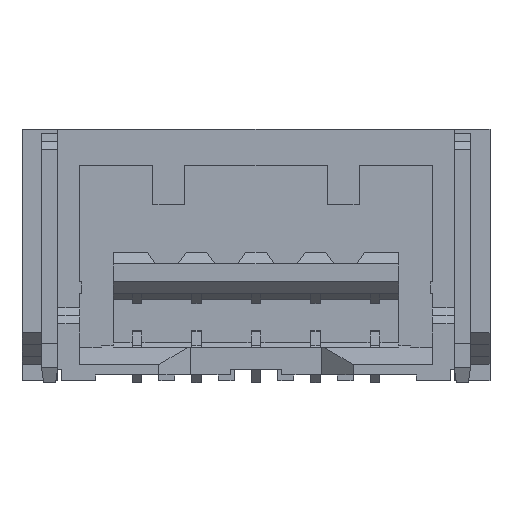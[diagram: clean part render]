
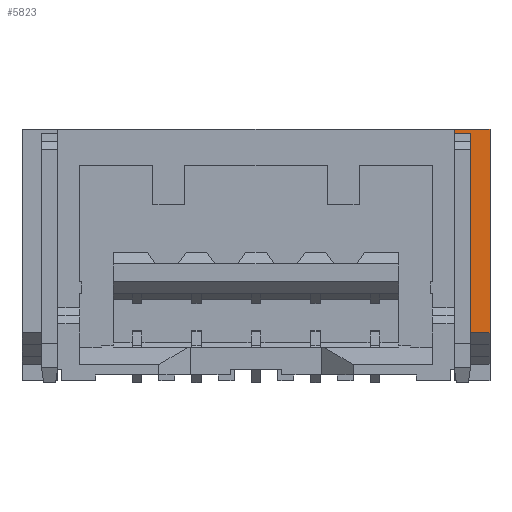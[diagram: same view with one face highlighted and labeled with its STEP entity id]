
A CAD part, front view. The second image highlights one B-rep face of the part: STEP entity #5823.
In plain terms, the highlighted planar face has unit normal (0, -1, 0).
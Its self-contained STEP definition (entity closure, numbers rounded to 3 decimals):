
#720 = PLANE('',#721);
#721 = AXIS2_PLACEMENT_3D('',#722,#723,#724);
#722 = CARTESIAN_POINT('',(5.9,9.5,6.11));
#723 = DIRECTION('',(0.,0.,1.));
#724 = DIRECTION('',(1.,0.,-0.));
#962 = PLANE('',#963);
#963 = AXIS2_PLACEMENT_3D('',#964,#965,#966);
#964 = CARTESIAN_POINT('',(5.9,9.5,-0.09));
#965 = DIRECTION('',(1.,0.,0.));
#966 = DIRECTION('',(0.,0.,-1.));
#2761 = PLANE('',#2762);
#2762 = AXIS2_PLACEMENT_3D('',#2763,#2764,#2765);
#2763 = CARTESIAN_POINT('',(5.,0.,0.));
#2764 = DIRECTION('',(1.,0.,0.));
#2765 = DIRECTION('',(0.,0.,-1.));
#4829 = VERTEX_POINT('',#4830);
#4830 = CARTESIAN_POINT('',(5.,5.2,5.55));
#4844 = PLANE('',#4845);
#4845 = AXIS2_PLACEMENT_3D('',#4846,#4847,#4848);
#4846 = CARTESIAN_POINT('',(5.406,5.84,5.55));
#4847 = DIRECTION('',(0.,0.,-1.));
#4848 = DIRECTION('',(-1.,0.,0.));
#4856 = EDGE_CURVE('',#4857,#4829,#4859,.T.);
#4857 = VERTEX_POINT('',#4858);
#4858 = CARTESIAN_POINT('',(5.,5.2,6.11));
#4859 = SURFACE_CURVE('',#4860,(#4864,#4871),.PCURVE_S1.);
#4860 = LINE('',#4861,#4862);
#4861 = CARTESIAN_POINT('',(5.,5.2,0.98));
#4862 = VECTOR('',#4863,1.);
#4863 = DIRECTION('',(0.,0.,-1.));
#4864 = PCURVE('',#2761,#4865);
#4865 = DEFINITIONAL_REPRESENTATION('',(#4866),#4870);
#4866 = LINE('',#4867,#4868);
#4867 = CARTESIAN_POINT('',(-0.98,5.2));
#4868 = VECTOR('',#4869,1.);
#4869 = DIRECTION('',(1.,0.));
#4870 = ( GEOMETRIC_REPRESENTATION_CONTEXT(2) 
PARAMETRIC_REPRESENTATION_CONTEXT() REPRESENTATION_CONTEXT('2D SPACE',''
  ) );
#4871 = PCURVE('',#4872,#4877);
#4872 = PLANE('',#4873);
#4873 = AXIS2_PLACEMENT_3D('',#4874,#4875,#4876);
#4874 = CARTESIAN_POINT('',(5.,5.2,0.98));
#4875 = DIRECTION('',(0.,1.,0.));
#4876 = DIRECTION('',(0.,-0.,1.));
#4877 = DEFINITIONAL_REPRESENTATION('',(#4878),#4882);
#4878 = LINE('',#4879,#4880);
#4879 = CARTESIAN_POINT('',(0.,0.));
#4880 = VECTOR('',#4881,1.);
#4881 = DIRECTION('',(-1.,0.));
#4882 = ( GEOMETRIC_REPRESENTATION_CONTEXT(2) 
PARAMETRIC_REPRESENTATION_CONTEXT() REPRESENTATION_CONTEXT('2D SPACE',''
  ) );
#5589 = PLANE('',#5590);
#5590 = AXIS2_PLACEMENT_3D('',#5591,#5592,#5593);
#5591 = CARTESIAN_POINT('',(5.406,0.,0.));
#5592 = DIRECTION('',(-1.,0.,0.));
#5593 = DIRECTION('',(0.,0.,1.));
#5741 = PLANE('',#5742);
#5742 = AXIS2_PLACEMENT_3D('',#5743,#5744,#5745);
#5743 = CARTESIAN_POINT('',(5.,5.5,0.68));
#5744 = DIRECTION('',(0.,0.707,0.707));
#5745 = DIRECTION('',(0.,-0.707,0.707));
#5757 = VERTEX_POINT('',#5758);
#5758 = CARTESIAN_POINT('',(5.406,5.2,0.98));
#5781 = VERTEX_POINT('',#5782);
#5782 = CARTESIAN_POINT('',(5.9,5.2,0.98));
#5803 = EDGE_CURVE('',#5781,#5757,#5804,.T.);
#5804 = SURFACE_CURVE('',#5805,(#5809,#5816),.PCURVE_S1.);
#5805 = LINE('',#5806,#5807);
#5806 = CARTESIAN_POINT('',(5.,5.2,0.98));
#5807 = VECTOR('',#5808,1.);
#5808 = DIRECTION('',(-1.,0.,0.));
#5809 = PCURVE('',#5741,#5810);
#5810 = DEFINITIONAL_REPRESENTATION('',(#5811),#5815);
#5811 = LINE('',#5812,#5813);
#5812 = CARTESIAN_POINT('',(0.424,0.));
#5813 = VECTOR('',#5814,1.);
#5814 = DIRECTION('',(0.,-1.));
#5815 = ( GEOMETRIC_REPRESENTATION_CONTEXT(2) 
PARAMETRIC_REPRESENTATION_CONTEXT() REPRESENTATION_CONTEXT('2D SPACE',''
  ) );
#5816 = PCURVE('',#4872,#5817);
#5817 = DEFINITIONAL_REPRESENTATION('',(#5818),#5822);
#5818 = LINE('',#5819,#5820);
#5819 = CARTESIAN_POINT('',(0.,0.));
#5820 = VECTOR('',#5821,1.);
#5821 = DIRECTION('',(0.,-1.));
#5822 = ( GEOMETRIC_REPRESENTATION_CONTEXT(2) 
PARAMETRIC_REPRESENTATION_CONTEXT() REPRESENTATION_CONTEXT('2D SPACE',''
  ) );
#5823 = ADVANCED_FACE('',(#5824),#4872,.F.);
#5824 = FACE_BOUND('',#5825,.T.);
#5825 = EDGE_LOOP('',(#5826,#5849,#5870,#5871,#5894,#5915));
#5826 = ORIENTED_EDGE('',*,*,#5827,.T.);
#5827 = EDGE_CURVE('',#4829,#5828,#5830,.T.);
#5828 = VERTEX_POINT('',#5829);
#5829 = CARTESIAN_POINT('',(5.406,5.2,5.55));
#5830 = SURFACE_CURVE('',#5831,(#5835,#5842),.PCURVE_S1.);
#5831 = LINE('',#5832,#5833);
#5832 = CARTESIAN_POINT('',(5.,5.2,5.55));
#5833 = VECTOR('',#5834,1.);
#5834 = DIRECTION('',(1.,0.,0.));
#5835 = PCURVE('',#4872,#5836);
#5836 = DEFINITIONAL_REPRESENTATION('',(#5837),#5841);
#5837 = LINE('',#5838,#5839);
#5838 = CARTESIAN_POINT('',(4.57,0.));
#5839 = VECTOR('',#5840,1.);
#5840 = DIRECTION('',(0.,1.));
#5841 = ( GEOMETRIC_REPRESENTATION_CONTEXT(2) 
PARAMETRIC_REPRESENTATION_CONTEXT() REPRESENTATION_CONTEXT('2D SPACE',''
  ) );
#5842 = PCURVE('',#4844,#5843);
#5843 = DEFINITIONAL_REPRESENTATION('',(#5844),#5848);
#5844 = LINE('',#5845,#5846);
#5845 = CARTESIAN_POINT('',(0.406,-0.64));
#5846 = VECTOR('',#5847,1.);
#5847 = DIRECTION('',(-1.,0.));
#5848 = ( GEOMETRIC_REPRESENTATION_CONTEXT(2) 
PARAMETRIC_REPRESENTATION_CONTEXT() REPRESENTATION_CONTEXT('2D SPACE',''
  ) );
#5849 = ORIENTED_EDGE('',*,*,#5850,.F.);
#5850 = EDGE_CURVE('',#5757,#5828,#5851,.T.);
#5851 = SURFACE_CURVE('',#5852,(#5856,#5863),.PCURVE_S1.);
#5852 = LINE('',#5853,#5854);
#5853 = CARTESIAN_POINT('',(5.406,5.2,0.98));
#5854 = VECTOR('',#5855,1.);
#5855 = DIRECTION('',(0.,0.,1.));
#5856 = PCURVE('',#4872,#5857);
#5857 = DEFINITIONAL_REPRESENTATION('',(#5858),#5862);
#5858 = LINE('',#5859,#5860);
#5859 = CARTESIAN_POINT('',(0.,0.406));
#5860 = VECTOR('',#5861,1.);
#5861 = DIRECTION('',(1.,0.));
#5862 = ( GEOMETRIC_REPRESENTATION_CONTEXT(2) 
PARAMETRIC_REPRESENTATION_CONTEXT() REPRESENTATION_CONTEXT('2D SPACE',''
  ) );
#5863 = PCURVE('',#5589,#5864);
#5864 = DEFINITIONAL_REPRESENTATION('',(#5865),#5869);
#5865 = LINE('',#5866,#5867);
#5866 = CARTESIAN_POINT('',(0.98,5.2));
#5867 = VECTOR('',#5868,1.);
#5868 = DIRECTION('',(1.,0.));
#5869 = ( GEOMETRIC_REPRESENTATION_CONTEXT(2) 
PARAMETRIC_REPRESENTATION_CONTEXT() REPRESENTATION_CONTEXT('2D SPACE',''
  ) );
#5870 = ORIENTED_EDGE('',*,*,#5803,.F.);
#5871 = ORIENTED_EDGE('',*,*,#5872,.T.);
#5872 = EDGE_CURVE('',#5781,#5873,#5875,.T.);
#5873 = VERTEX_POINT('',#5874);
#5874 = CARTESIAN_POINT('',(5.9,5.2,6.11));
#5875 = SURFACE_CURVE('',#5876,(#5880,#5887),.PCURVE_S1.);
#5876 = LINE('',#5877,#5878);
#5877 = CARTESIAN_POINT('',(5.9,5.2,0.98));
#5878 = VECTOR('',#5879,1.);
#5879 = DIRECTION('',(0.,0.,1.));
#5880 = PCURVE('',#4872,#5881);
#5881 = DEFINITIONAL_REPRESENTATION('',(#5882),#5886);
#5882 = LINE('',#5883,#5884);
#5883 = CARTESIAN_POINT('',(0.,0.9));
#5884 = VECTOR('',#5885,1.);
#5885 = DIRECTION('',(1.,0.));
#5886 = ( GEOMETRIC_REPRESENTATION_CONTEXT(2) 
PARAMETRIC_REPRESENTATION_CONTEXT() REPRESENTATION_CONTEXT('2D SPACE',''
  ) );
#5887 = PCURVE('',#962,#5888);
#5888 = DEFINITIONAL_REPRESENTATION('',(#5889),#5893);
#5889 = LINE('',#5890,#5891);
#5890 = CARTESIAN_POINT('',(-1.07,-4.3));
#5891 = VECTOR('',#5892,1.);
#5892 = DIRECTION('',(-1.,0.));
#5893 = ( GEOMETRIC_REPRESENTATION_CONTEXT(2) 
PARAMETRIC_REPRESENTATION_CONTEXT() REPRESENTATION_CONTEXT('2D SPACE',''
  ) );
#5894 = ORIENTED_EDGE('',*,*,#5895,.F.);
#5895 = EDGE_CURVE('',#4857,#5873,#5896,.T.);
#5896 = SURFACE_CURVE('',#5897,(#5901,#5908),.PCURVE_S1.);
#5897 = LINE('',#5898,#5899);
#5898 = CARTESIAN_POINT('',(5.,5.2,6.11));
#5899 = VECTOR('',#5900,1.);
#5900 = DIRECTION('',(1.,0.,0.));
#5901 = PCURVE('',#4872,#5902);
#5902 = DEFINITIONAL_REPRESENTATION('',(#5903),#5907);
#5903 = LINE('',#5904,#5905);
#5904 = CARTESIAN_POINT('',(5.13,0.));
#5905 = VECTOR('',#5906,1.);
#5906 = DIRECTION('',(0.,1.));
#5907 = ( GEOMETRIC_REPRESENTATION_CONTEXT(2) 
PARAMETRIC_REPRESENTATION_CONTEXT() REPRESENTATION_CONTEXT('2D SPACE',''
  ) );
#5908 = PCURVE('',#720,#5909);
#5909 = DEFINITIONAL_REPRESENTATION('',(#5910),#5914);
#5910 = LINE('',#5911,#5912);
#5911 = CARTESIAN_POINT('',(-0.9,-4.3));
#5912 = VECTOR('',#5913,1.);
#5913 = DIRECTION('',(1.,0.));
#5914 = ( GEOMETRIC_REPRESENTATION_CONTEXT(2) 
PARAMETRIC_REPRESENTATION_CONTEXT() REPRESENTATION_CONTEXT('2D SPACE',''
  ) );
#5915 = ORIENTED_EDGE('',*,*,#4856,.T.);
